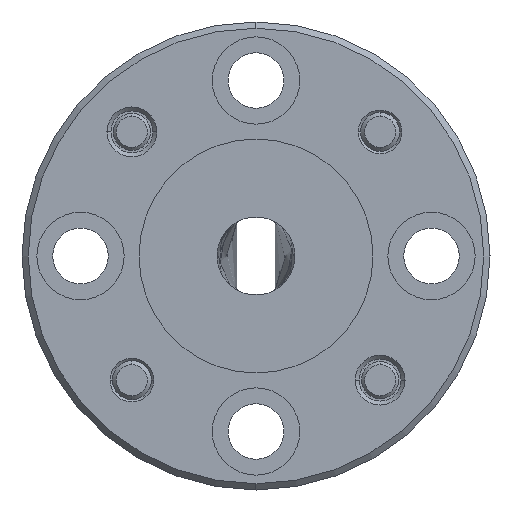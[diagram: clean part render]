
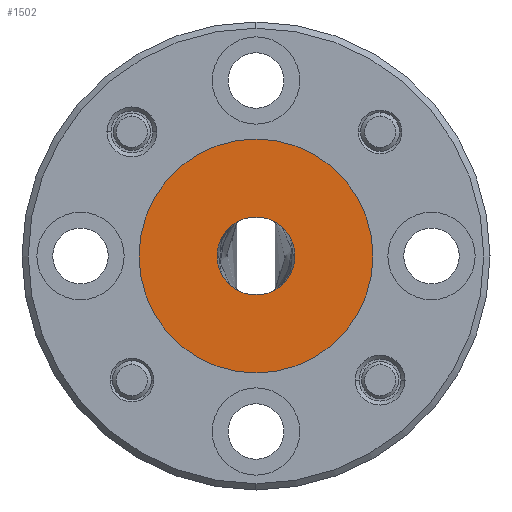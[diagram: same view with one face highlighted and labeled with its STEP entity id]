
A CAD part, left-side view. The second image highlights one B-rep face of the part: STEP entity #1502.
In plain terms, the highlighted planar face has unit normal (-1, 0, 0).
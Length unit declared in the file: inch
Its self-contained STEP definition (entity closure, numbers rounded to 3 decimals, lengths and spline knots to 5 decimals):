
#143 = CARTESIAN_POINT ( 'NONE',  ( -1.19976, 0.61449, 1.04464 ) ) ;
#145 = CARTESIAN_POINT ( 'NONE',  ( -1.19976, 0.58752, 1.01915 ) ) ;
#153 = CARTESIAN_POINT ( 'NONE',  ( -1.19976, 0.58096, 1.00161 ) ) ;
#173 = CARTESIAN_POINT ( 'NONE',  ( -1.19976, 0.58752, 0.95833 ) ) ;
#258 = VERTEX_POINT ( 'NONE', #3895 ) ;
#269 = CARTESIAN_POINT ( 'NONE',  ( -1.19976, 0.69736, 0.95833 ) ) ;
#275 = CARTESIAN_POINT ( 'NONE',  ( -1.19976, 0.67039, 1.04464 ) ) ;
#292 = CARTESIAN_POINT ( 'NONE',  ( -1.19976, 0.64244, 0.98874 ) ) ;
#425 = CARTESIAN_POINT ( 'NONE',  ( -1.19976, 0.6326, 1.05124 ) ) ;
#450 = CARTESIAN_POINT ( 'NONE',  ( -1.19976, 0.65228, 1.05124 ) ) ;
#497 = CARTESIAN_POINT ( 'NONE',  ( -1.19976, 0.59415, 0.94863 ) ) ;
#574 = EDGE_LOOP ( 'NONE', ( #786, #777, #989, #2365 ) ) ;
#612 = CARTESIAN_POINT ( 'NONE',  ( -1.19976, 0.68688, 1.03301 ) ) ;
#630 = CARTESIAN_POINT ( 'NONE',  ( -1.19976, 0.70013, 1.0136 ) ) ;
#644 = B_SPLINE_CURVE_WITH_KNOTS ( 'NONE', 3,
 ( #784, #2951, #2029, #2362, #3885, #145, #3263, #153, #2355, #792, #3274, #2059, #173, #497, #2674, #1680, #1174, #1428 ),
 .UNSPECIFIED., .F., .F.,
 ( 4, 2, 2, 2, 2, 2, 2, 2, 4 ),
 ( 0., 0.00044, 0.00087, 0.00131, 0.00175, 0.00219, 0.00262, 0.00306, 0.0035 ),
 .UNSPECIFIED. ) ;
#713 = CARTESIAN_POINT ( 'NONE',  ( -1.19976, 0.64244, 1.17624 ) ) ;
#777 = ORIENTED_EDGE ( 'NONE', *, *, #2806, .T. ) ;
#784 = CARTESIAN_POINT ( 'NONE',  ( -1.19976, 0.61449, 1.04464 ) ) ;
#786 = ORIENTED_EDGE ( 'NONE', *, *, #1379, .T. ) ;
#792 = CARTESIAN_POINT ( 'NONE',  ( -1.19976, 0.57994, 0.9823 ) ) ;
#800 = EDGE_LOOP ( 'NONE', ( #1237, #2372 ) ) ;
#803 = CARTESIAN_POINT ( 'NONE',  ( -1.19976, 0.64244, 0.80124 ) ) ;
#853 = AXIS2_PLACEMENT_3D ( 'NONE', #3170, #3776, #2586 ) ;
#862 = VERTEX_POINT ( 'NONE', #275 ) ;
#881 = CARTESIAN_POINT ( 'NONE',  ( -1.19976, 0.66206, 0.92867 ) ) ;
#917 = CARTESIAN_POINT ( 'NONE',  ( -1.19976, 0.69073, 1.02885 ) ) ;
#938 = CARTESIAN_POINT ( 'NONE',  ( -1.19976, 0.68688, 0.94447 ) ) ;
#989 = ORIENTED_EDGE ( 'NONE', *, *, #2421, .T. ) ;
#1037 = CARTESIAN_POINT ( 'NONE',  ( -1.19976, 0.67039, 1.04464 ) ) ;
#1075 = B_SPLINE_CURVE_WITH_KNOTS ( 'NONE', 3,
 ( #1037, #2923, #450, #425, #3212, #143 ),
 .UNSPECIFIED., .F., .F.,
 ( 4, 2, 4 ),
 ( 0., 0.00074, 0.00147 ),
 .UNSPECIFIED. ) ;
#1106 = DIRECTION ( 'NONE',  ( 0., 0., 1. ) ) ;
#1120 = PLANE ( 'NONE',  #3512 ) ;
#1174 = CARTESIAN_POINT ( 'NONE',  ( -1.19976, 0.61032, 0.93492 ) ) ;
#1237 = ORIENTED_EDGE ( 'NONE', *, *, #2828, .F. ) ;
#1379 = EDGE_CURVE ( 'NONE', #862, #258, #1075, .T. ) ;
#1396 = CIRCLE ( 'NONE', #2349, 0.1875 ) ;
#1428 = CARTESIAN_POINT ( 'NONE',  ( -1.19976, 0.61449, 0.93284 ) ) ;
#1435 = CARTESIAN_POINT ( 'NONE',  ( -1.19976, 0.61449, 0.93284 ) ) ;
#1502 = ADVANCED_FACE ( 'NONE', ( #2866, #3253 ), #1120, .T. ) ;
#1526 = CARTESIAN_POINT ( 'NONE',  ( -1.19976, 0.70494, 0.99518 ) ) ;
#1584 = CARTESIAN_POINT ( 'NONE',  ( -1.19976, 0.67456, 1.04256 ) ) ;
#1680 = CARTESIAN_POINT ( 'NONE',  ( -1.19976, 0.60609, 0.93762 ) ) ;
#1735 = CARTESIAN_POINT ( 'NONE',  ( -1.19976, 0.61449, 0.93284 ) ) ;
#1782 = CARTESIAN_POINT ( 'NONE',  ( -1.19976, 0.67039, 0.93284 ) ) ;
#1799 = CARTESIAN_POINT ( 'NONE',  ( -1.19976, 0.65228, 0.92624 ) ) ;
#1862 = VERTEX_POINT ( 'NONE', #803 ) ;
#1880 = VERTEX_POINT ( 'NONE', #1735 ) ;
#2029 = CARTESIAN_POINT ( 'NONE',  ( -1.19976, 0.60609, 1.03986 ) ) ;
#2059 = CARTESIAN_POINT ( 'NONE',  ( -1.19976, 0.58475, 0.96388 ) ) ;
#2092 = DIRECTION ( 'NONE',  ( -1., 0., 0. ) ) ;
#2349 = AXIS2_PLACEMENT_3D ( 'NONE', #292, #3673, #3710 ) ;
#2355 = CARTESIAN_POINT ( 'NONE',  ( -1.19976, 0.57994, 0.99518 ) ) ;
#2362 = CARTESIAN_POINT ( 'NONE',  ( -1.19976, 0.598, 1.03301 ) ) ;
#2365 = ORIENTED_EDGE ( 'NONE', *, *, #3510, .T. ) ;
#2372 = ORIENTED_EDGE ( 'NONE', *, *, #3608, .F. ) ;
#2421 = EDGE_CURVE ( 'NONE', #1880, #2625, #3486, .T. ) ;
#2472 = CARTESIAN_POINT ( 'NONE',  ( -1.19976, 0.67039, 0.93284 ) ) ;
#2490 = CARTESIAN_POINT ( 'NONE',  ( -1.19976, 0.70494, 0.9823 ) ) ;
#2498 = CARTESIAN_POINT ( 'NONE',  ( -1.19976, 0.67879, 0.93762 ) ) ;
#2586 = DIRECTION ( 'NONE',  ( 0., 0., -1. ) ) ;
#2625 = VERTEX_POINT ( 'NONE', #2827 ) ;
#2659 = CIRCLE ( 'NONE', #853, 0.1875 ) ;
#2674 = CARTESIAN_POINT ( 'NONE',  ( -1.19976, 0.598, 0.94447 ) ) ;
#2738 = CARTESIAN_POINT ( 'NONE',  ( -1.19976, 0.6326, 0.92624 ) ) ;
#2765 = CARTESIAN_POINT ( 'NONE',  ( -1.19976, 0.67879, 1.03986 ) ) ;
#2776 = CARTESIAN_POINT ( 'NONE',  ( -1.19976, 0.70392, 0.97587 ) ) ;
#2784 = CARTESIAN_POINT ( 'NONE',  ( -1.19976, 0.70013, 0.96388 ) ) ;
#2806 = EDGE_CURVE ( 'NONE', #258, #1880, #644, .T. ) ;
#2827 = CARTESIAN_POINT ( 'NONE',  ( -1.19976, 0.67039, 0.93284 ) ) ;
#2828 = EDGE_CURVE ( 'NONE', #1862, #3663, #1396, .T. ) ;
#2866 = FACE_OUTER_BOUND ( 'NONE', #800, .T. ) ;
#2923 = CARTESIAN_POINT ( 'NONE',  ( -1.19976, 0.66206, 1.04881 ) ) ;
#2951 = CARTESIAN_POINT ( 'NONE',  ( -1.19976, 0.61032, 1.04256 ) ) ;
#3022 = CARTESIAN_POINT ( 'NONE',  ( -1.19976, 0.62282, 0.92867 ) ) ;
#3071 = CARTESIAN_POINT ( 'NONE',  ( -1.19976, 0.69073, 0.94863 ) ) ;
#3087 = CARTESIAN_POINT ( 'NONE',  ( -1.19976, 0.67039, 1.04464 ) ) ;
#3170 = CARTESIAN_POINT ( 'NONE',  ( -1.19976, 0.64244, 0.98874 ) ) ;
#3212 = CARTESIAN_POINT ( 'NONE',  ( -1.19976, 0.62282, 1.04881 ) ) ;
#3253 = FACE_BOUND ( 'NONE', #574, .T. ) ;
#3263 = CARTESIAN_POINT ( 'NONE',  ( -1.19976, 0.58475, 1.0136 ) ) ;
#3274 = CARTESIAN_POINT ( 'NONE',  ( -1.19976, 0.58096, 0.97587 ) ) ;
#3355 = B_SPLINE_CURVE_WITH_KNOTS ( 'NONE', 3,
 ( #2472, #3416, #2498, #938, #3071, #269, #2784, #2776, #2490, #1526, #3994, #630, #3403, #917, #612, #2765, #1584, #3087 ),
 .UNSPECIFIED., .F., .F.,
 ( 4, 2, 2, 2, 2, 2, 2, 2, 4 ),
 ( 0., 0.00044, 0.00087, 0.00131, 0.00175, 0.00219, 0.00262, 0.00306, 0.0035 ),
 .UNSPECIFIED. ) ;
#3403 = CARTESIAN_POINT ( 'NONE',  ( -1.19976, 0.69736, 1.01915 ) ) ;
#3416 = CARTESIAN_POINT ( 'NONE',  ( -1.19976, 0.67456, 0.93492 ) ) ;
#3486 = B_SPLINE_CURVE_WITH_KNOTS ( 'NONE', 3,
 ( #1435, #3022, #2738, #1799, #881, #1782 ),
 .UNSPECIFIED., .F., .F.,
 ( 4, 2, 4 ),
 ( 0., 0.00074, 0.00147 ),
 .UNSPECIFIED. ) ;
#3510 = EDGE_CURVE ( 'NONE', #2625, #862, #3355, .T. ) ;
#3512 = AXIS2_PLACEMENT_3D ( 'NONE', #3571, #2092, #1106 ) ;
#3571 = CARTESIAN_POINT ( 'NONE',  ( -1.19976, 0.82994, 0.98874 ) ) ;
#3608 = EDGE_CURVE ( 'NONE', #3663, #1862, #2659, .T. ) ;
#3663 = VERTEX_POINT ( 'NONE', #713 ) ;
#3673 = DIRECTION ( 'NONE',  ( 1., 0., 0. ) ) ;
#3710 = DIRECTION ( 'NONE',  ( 0., 0., -1. ) ) ;
#3776 = DIRECTION ( 'NONE',  ( 1., 0., 0. ) ) ;
#3885 = CARTESIAN_POINT ( 'NONE',  ( -1.19976, 0.59415, 1.02885 ) ) ;
#3895 = CARTESIAN_POINT ( 'NONE',  ( -1.19976, 0.61449, 1.04464 ) ) ;
#3994 = CARTESIAN_POINT ( 'NONE',  ( -1.19976, 0.70392, 1.00161 ) ) ;
